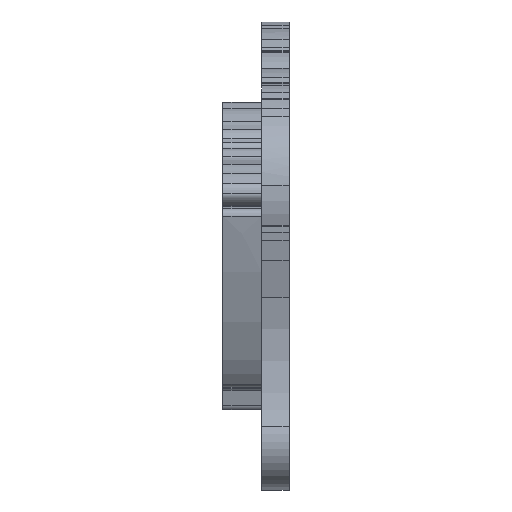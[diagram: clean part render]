
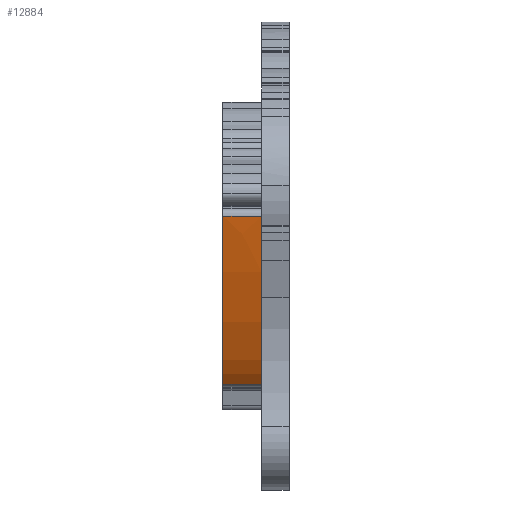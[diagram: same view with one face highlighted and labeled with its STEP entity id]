
A CAD part, left-side view. The second image highlights one B-rep face of the part: STEP entity #12884.
In plain terms, the highlighted free-form (B-spline) face has degree [3, 1] with [4, 2] control points.
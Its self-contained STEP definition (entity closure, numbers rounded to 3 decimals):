
#140=B_SPLINE_CURVE_WITH_KNOTS('',3,(#18239,#18240,#18241,#18242),
 .UNSPECIFIED.,.F.,.F.,(4,4),(-0.328,0.),.UNSPECIFIED.);
#706=(
BOUNDED_CURVE()
B_SPLINE_CURVE(3,(#21187,#21188,#21189,#21190),.UNSPECIFIED.,.F.,.F.)
B_SPLINE_CURVE_WITH_KNOTS((4,4),(-1.,0.),.UNSPECIFIED.)
CURVE()
GEOMETRIC_REPRESENTATION_ITEM()
RATIONAL_B_SPLINE_CURVE((1.,1.,1.,1.))
REPRESENTATION_ITEM('')
);
#1198=(
BOUNDED_SURFACE()
B_SPLINE_SURFACE(3,1,((#21177,#21178),(#21179,#21180),(#21181,#21182),(#21183,
#21184)),.UNSPECIFIED.,.F.,.F.,.F.)
B_SPLINE_SURFACE_WITH_KNOTS((4,4),(2,2),(-1.,0.),(-1.25,0.6),
 .UNSPECIFIED.)
GEOMETRIC_REPRESENTATION_ITEM()
RATIONAL_B_SPLINE_SURFACE(((1.,1.),(1.,1.),(1.,1.),(1.,1.)))
REPRESENTATION_ITEM('')
SURFACE()
);
#1988=FACE_OUTER_BOUND('',#2681,.T.);
#2681=EDGE_LOOP('',(#10510,#10511,#10512,#10513));
#3664=LINE('',#21172,#4734);
#3665=LINE('',#21186,#4735);
#4734=VECTOR('',#14334,10.);
#4735=VECTOR('',#14335,10.);
#5667=VERTEX_POINT('',#18233);
#5668=VERTEX_POINT('',#18238);
#6139=VERTEX_POINT('',#21171);
#6140=VERTEX_POINT('',#21185);
#7171=EDGE_CURVE('',#5668,#5667,#140,.T.);
#7809=EDGE_CURVE('',#6139,#5668,#3664,.T.);
#7811=EDGE_CURVE('',#6140,#5667,#3665,.T.);
#7812=EDGE_CURVE('',#6139,#6140,#706,.T.);
#10510=ORIENTED_EDGE('',*,*,#7171,.T.);
#10511=ORIENTED_EDGE('',*,*,#7811,.F.);
#10512=ORIENTED_EDGE('',*,*,#7812,.F.);
#10513=ORIENTED_EDGE('',*,*,#7809,.T.);
#12884=ADVANCED_FACE('',(#1988),#1198,.T.);
#14334=DIRECTION('',(0.,-1.,0.));
#14335=DIRECTION('',(0.,-1.,0.));
#18233=CARTESIAN_POINT('',(18.994,2.5,32.472));
#18238=CARTESIAN_POINT('',(24.762,2.5,17.247));
#18239=CARTESIAN_POINT('Ctrl Pts',(24.762,2.5,17.247));
#18240=CARTESIAN_POINT('Ctrl Pts',(21.815,2.5,20.408));
#18241=CARTESIAN_POINT('Ctrl Pts',(18.975,2.5,31.846));
#18242=CARTESIAN_POINT('Ctrl Pts',(18.994,2.5,32.472));
#21171=CARTESIAN_POINT('',(24.762,6.,17.247));
#21172=CARTESIAN_POINT('',(24.762,2.5,17.247));
#21177=CARTESIAN_POINT('Ctrl Pts',(24.762,-12.5,17.247));
#21178=CARTESIAN_POINT('Ctrl Pts',(24.762,6.,17.247));
#21179=CARTESIAN_POINT('Ctrl Pts',(21.815,-12.5,20.408));
#21180=CARTESIAN_POINT('Ctrl Pts',(21.815,6.,20.408));
#21181=CARTESIAN_POINT('Ctrl Pts',(18.975,-12.5,31.846));
#21182=CARTESIAN_POINT('Ctrl Pts',(18.975,6.,31.846));
#21183=CARTESIAN_POINT('Ctrl Pts',(18.994,-12.5,32.472));
#21184=CARTESIAN_POINT('Ctrl Pts',(18.994,6.,32.472));
#21185=CARTESIAN_POINT('',(18.994,6.,32.472));
#21186=CARTESIAN_POINT('',(18.994,2.5,32.472));
#21187=CARTESIAN_POINT('Ctrl Pts',(24.762,6.,17.247));
#21188=CARTESIAN_POINT('Ctrl Pts',(21.815,6.,20.408));
#21189=CARTESIAN_POINT('Ctrl Pts',(18.975,6.,31.846));
#21190=CARTESIAN_POINT('Ctrl Pts',(18.994,6.,32.472));
